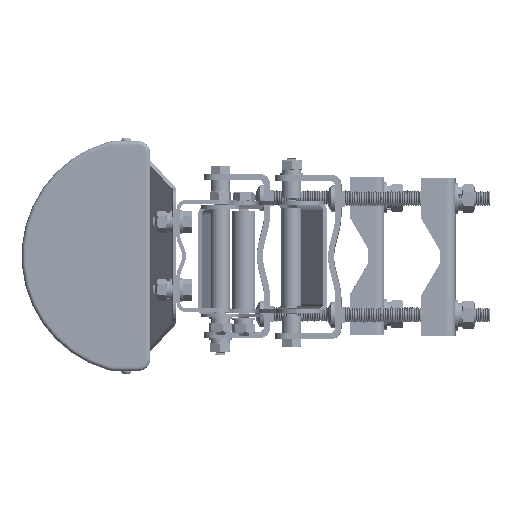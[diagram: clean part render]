
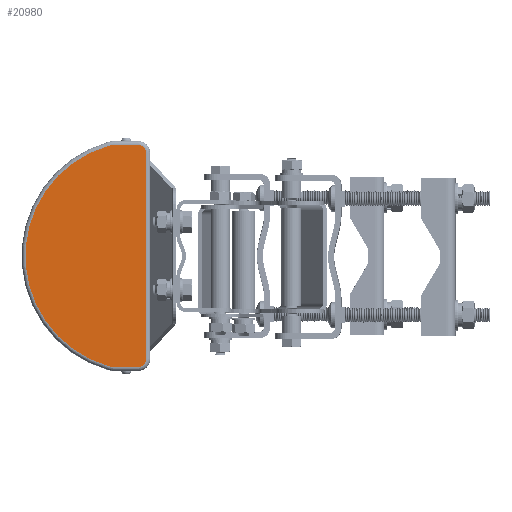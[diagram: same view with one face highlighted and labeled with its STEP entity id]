
A CAD part, left-side view. The second image highlights one B-rep face of the part: STEP entity #20980.
In plain terms, the highlighted planar face has unit normal (-1, 0, 0).
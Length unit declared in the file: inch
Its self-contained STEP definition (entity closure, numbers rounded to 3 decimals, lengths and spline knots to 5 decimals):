
#3595 = DIRECTION ( 'NONE',  ( 0., 0., 1. ) ) ;
#4794 = VECTOR ( 'NONE', #128921, 39.37008 ) ;
#6455 = CARTESIAN_POINT ( 'NONE',  ( -36.0625, 0.83646, 2.24024 ) ) ;
#8299 = EDGE_CURVE ( 'NONE', #17025, #78686, #30067, .T. ) ;
#9635 = DIRECTION ( 'NONE',  ( 0., 0., 1. ) ) ;
#11801 = ORIENTED_EDGE ( 'NONE', *, *, #75683, .T. ) ;
#15938 = CARTESIAN_POINT ( 'NONE',  ( -36.0625, 0.72266, 1.83465 ) ) ;
#17025 = VERTEX_POINT ( 'NONE', #39586 ) ;
#19823 = CIRCLE ( 'NONE', #86595, 0.17126 ) ;
#20980 = ADVANCED_FACE ( 'NONE', ( #82873 ), #113051, .T. ) ;
#22861 = CARTESIAN_POINT ( 'NONE',  ( -36.0625, 0.25, -2.25591 ) ) ;
#23214 = CARTESIAN_POINT ( 'NONE',  ( -36.0625, 0.72266, 2.25591 ) ) ;
#24011 = VERTEX_POINT ( 'NONE', #81319 ) ;
#24554 = CARTESIAN_POINT ( 'NONE',  ( -36.0625, 0.07874, 2.08465 ) ) ;
#25202 = AXIS2_PLACEMENT_3D ( 'NONE', #113981, #49481, #124803 ) ;
#25385 = CARTESIAN_POINT ( 'NONE',  ( -36.0625, 0.72266, 2.25591 ) ) ;
#26754 = DIRECTION ( 'NONE',  ( 0., 0., 1. ) ) ;
#30067 = LINE ( 'NONE', #53643, #4794 ) ;
#39455 = DIRECTION ( 'NONE',  ( -1., 0., 0. ) ) ;
#39586 = CARTESIAN_POINT ( 'NONE',  ( -36.0625, 0.72266, -2.25591 ) ) ;
#40585 = LINE ( 'NONE', #25385, #97799 ) ;
#41132 = CIRCLE ( 'NONE', #123325, 0.17126 ) ;
#43017 = EDGE_CURVE ( 'NONE', #56251, #17025, #102636, .T. ) ;
#44124 = VERTEX_POINT ( 'NONE', #6455 ) ;
#44617 = ORIENTED_EDGE ( 'NONE', *, *, #82850, .T. ) ;
#46776 = DIRECTION ( 'NONE',  ( 0., 0., 1. ) ) ;
#49481 = DIRECTION ( 'NONE',  ( -1., 0., 0. ) ) ;
#49719 = EDGE_LOOP ( 'NONE', ( #107689, #96496, #11801, #90621, #81550, #93715, #83674, #44617 ) ) ;
#50934 = LINE ( 'NONE', #101242, #136786 ) ;
#53643 = CARTESIAN_POINT ( 'NONE',  ( -36.0625, 0.25, -2.25591 ) ) ;
#54666 = CIRCLE ( 'NONE', #137564, 2.32675 ) ;
#55105 = VERTEX_POINT ( 'NONE', #108505 ) ;
#55755 = DIRECTION ( 'NONE',  ( -1., 0., 0. ) ) ;
#56251 = VERTEX_POINT ( 'NONE', #102466 ) ;
#57368 = VERTEX_POINT ( 'NONE', #24554 ) ;
#68014 = DIRECTION ( 'NONE',  ( -1., 0., 0. ) ) ;
#68620 = EDGE_CURVE ( 'NONE', #55105, #123438, #40585, .T. ) ;
#68750 = AXIS2_PLACEMENT_3D ( 'NONE', #15938, #91235, #26754 ) ;
#69534 = AXIS2_PLACEMENT_3D ( 'NONE', #138528, #74053, #9635 ) ;
#74053 = DIRECTION ( 'NONE',  ( -1., 0., 0. ) ) ;
#75683 = EDGE_CURVE ( 'NONE', #44124, #56251, #54666, .T. ) ;
#78686 = VERTEX_POINT ( 'NONE', #22861 ) ;
#81319 = CARTESIAN_POINT ( 'NONE',  ( -36.0625, 0.07874, -2.08465 ) ) ;
#81550 = ORIENTED_EDGE ( 'NONE', *, *, #8299, .T. ) ;
#82850 = EDGE_CURVE ( 'NONE', #57368, #55105, #41132, .T. ) ;
#82873 = FACE_OUTER_BOUND ( 'NONE', #49719, .T. ) ;
#83674 = ORIENTED_EDGE ( 'NONE', *, *, #101131, .T. ) ;
#86595 = AXIS2_PLACEMENT_3D ( 'NONE', #103921, #39455, #114782 ) ;
#87573 = CIRCLE ( 'NONE', #68750, 0.42126 ) ;
#89847 = DIRECTION ( 'NONE',  ( 0., 1., 0. ) ) ;
#90621 = ORIENTED_EDGE ( 'NONE', *, *, #43017, .T. ) ;
#91235 = DIRECTION ( 'NONE',  ( -1., 0., 0. ) ) ;
#93715 = ORIENTED_EDGE ( 'NONE', *, *, #108114, .T. ) ;
#96496 = ORIENTED_EDGE ( 'NONE', *, *, #110342, .T. ) ;
#97799 = VECTOR ( 'NONE', #89847, 39.37008 ) ;
#101131 = EDGE_CURVE ( 'NONE', #24011, #57368, #50934, .T. ) ;
#101242 = CARTESIAN_POINT ( 'NONE',  ( -36.0625, 0.07874, 2.08465 ) ) ;
#102466 = CARTESIAN_POINT ( 'NONE',  ( -36.0625, 0.83646, -2.24024 ) ) ;
#102636 = CIRCLE ( 'NONE', #69534, 0.42126 ) ;
#103921 = CARTESIAN_POINT ( 'NONE',  ( -36.0625, 0.25, -2.08465 ) ) ;
#107689 = ORIENTED_EDGE ( 'NONE', *, *, #68620, .T. ) ;
#108114 = EDGE_CURVE ( 'NONE', #78686, #24011, #19823, .T. ) ;
#108505 = CARTESIAN_POINT ( 'NONE',  ( -36.0625, 0.25, 2.25591 ) ) ;
#110342 = EDGE_CURVE ( 'NONE', #123438, #44124, #87573, .T. ) ;
#113051 = PLANE ( 'NONE',  #25202 ) ;
#113981 = CARTESIAN_POINT ( 'NONE',  ( -36.0625, 0.25, -2.08465 ) ) ;
#114782 = DIRECTION ( 'NONE',  ( 0., 0., 1. ) ) ;
#120322 = CARTESIAN_POINT ( 'NONE',  ( -36.0625, 0.25, 2.08465 ) ) ;
#123325 = AXIS2_PLACEMENT_3D ( 'NONE', #120322, #55755, #131060 ) ;
#123438 = VERTEX_POINT ( 'NONE', #23214 ) ;
#124803 = DIRECTION ( 'NONE',  ( 0., 0., 1. ) ) ;
#128921 = DIRECTION ( 'NONE',  ( 0., -1., 0. ) ) ;
#131060 = DIRECTION ( 'NONE',  ( 0., 0., 1. ) ) ;
#132538 = CARTESIAN_POINT ( 'NONE',  ( -36.0625, 0.20789, 0. ) ) ;
#136786 = VECTOR ( 'NONE', #46776, 39.37008 ) ;
#137564 = AXIS2_PLACEMENT_3D ( 'NONE', #132538, #68014, #3595 ) ;
#138528 = CARTESIAN_POINT ( 'NONE',  ( -36.0625, 0.72266, -1.83465 ) ) ;
